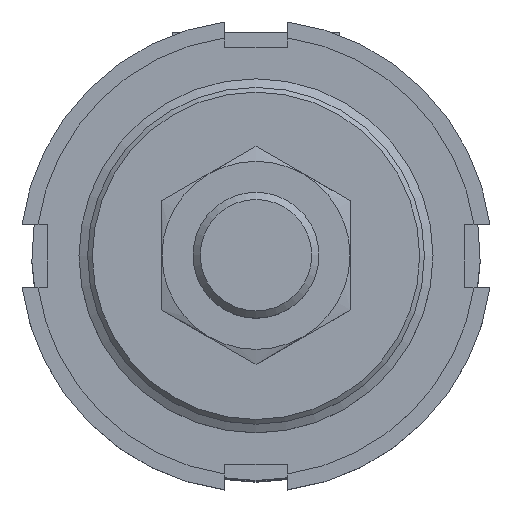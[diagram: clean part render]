
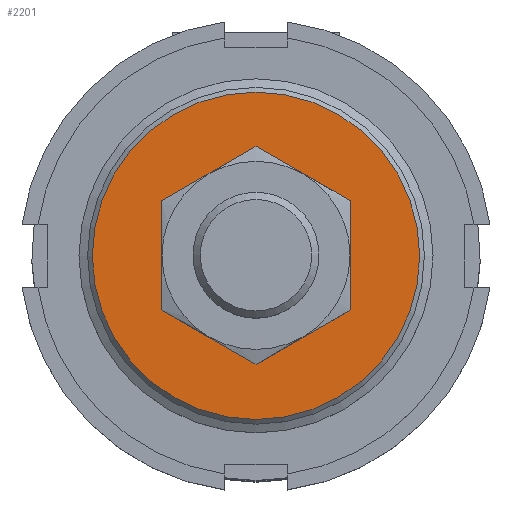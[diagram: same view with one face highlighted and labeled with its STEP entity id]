
A CAD part, top view. The second image highlights one B-rep face of the part: STEP entity #2201.
In plain terms, the highlighted face is planar.
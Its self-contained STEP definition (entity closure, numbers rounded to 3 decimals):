
#78=PLANE('',#2425);
#575=ORIENTED_EDGE('',*,*,#1165,.F.);
#576=ORIENTED_EDGE('',*,*,#1166,.F.);
#1165=EDGE_CURVE('',#1449,#1449,#1634,.T.);
#1166=EDGE_CURVE('',#1450,#1450,#1635,.F.);
#1449=VERTEX_POINT('',#3633);
#1450=VERTEX_POINT('',#3635);
#1634=CIRCLE('',#2426,20.8);
#1635=CIRCLE('',#2427,10.);
#1756=EDGE_LOOP('',(#575));
#1757=EDGE_LOOP('',(#576));
#1958=FACE_BOUND('',#1756,.T.);
#1959=FACE_BOUND('',#1757,.T.);
#2201=ADVANCED_FACE('',(#1958,#1959),#78,.F.);
#2425=AXIS2_PLACEMENT_3D('',#3631,#2787,#2788);
#2426=AXIS2_PLACEMENT_3D('',#3632,#2789,#2790);
#2427=AXIS2_PLACEMENT_3D('',#3634,#2791,#2792);
#2787=DIRECTION('',(1.,0.,0.));
#2788=DIRECTION('',(0.,0.,-1.));
#2789=DIRECTION('',(1.,0.,0.));
#2790=DIRECTION('',(0.,0.,-1.));
#2791=DIRECTION('',(1.,0.,0.));
#2792=DIRECTION('',(0.,0.,-1.));
#3631=CARTESIAN_POINT('',(0.,0.,0.));
#3632=CARTESIAN_POINT('',(0.,0.,0.));
#3633=CARTESIAN_POINT('',(0.,0.,-20.8));
#3634=CARTESIAN_POINT('',(0.,0.,0.));
#3635=CARTESIAN_POINT('',(0.,0.,-10.));
